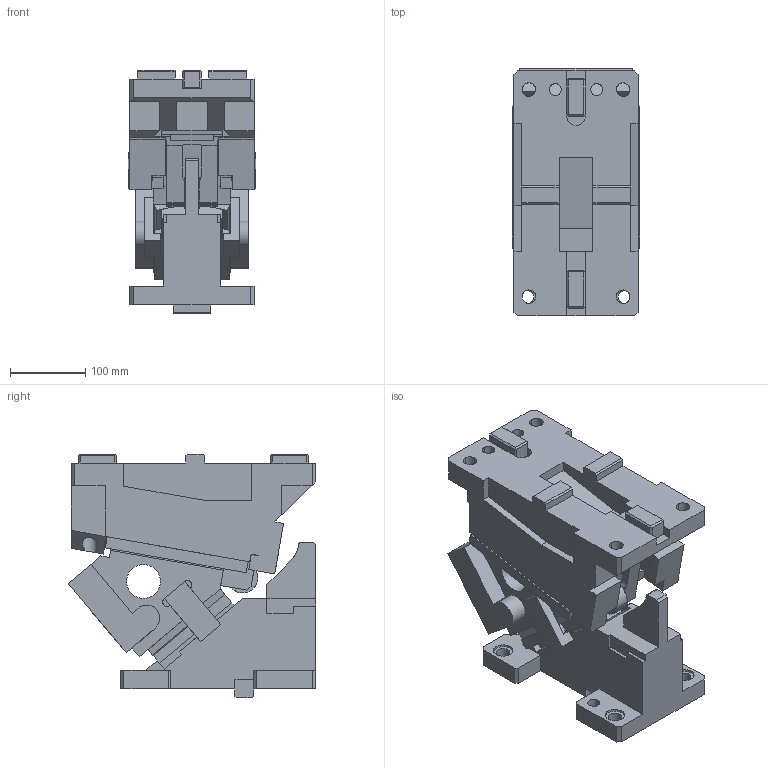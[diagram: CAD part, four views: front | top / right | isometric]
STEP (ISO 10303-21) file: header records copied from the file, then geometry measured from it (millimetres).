
FILE_DESCRIPTION(('CATIA V5 STEP Exchange'),'2;1');
FILE_NAME('CACN_F_150_40.stp','2015-04-24T09:57:46+00:00',('none'),('none'),'CATIA Version 5 Release 19 SP 2 (IN-10)','CATIA V5 STEP AP203','none');
FILE_SCHEMA(('CONFIG_CONTROL_DESIGN'));
Length unit declared in the file: millimetre
Products named in the file (1): CACN_F_150_40
Bounding box: 169 x 329.02 x 324 mm (x, y, z)
Volume: 9116689.9 mm3; surface area: 710253.5 mm2
Topology: 3 solids, 3 shells, 458 faces, 1308 edges, 855 vertices
Faces by surface type: plane 385, cylinder 71, cone 2
Entity records: 15938 total; most frequent: CARTESIAN_POINT 4234, ORIENTED_EDGE 2612, DIRECTION 2058, EDGE_CURVE 1306, VECTOR 1135, LINE 1135, VERTEX_POINT 855, AXIS2_PLACEMENT_3D 499
